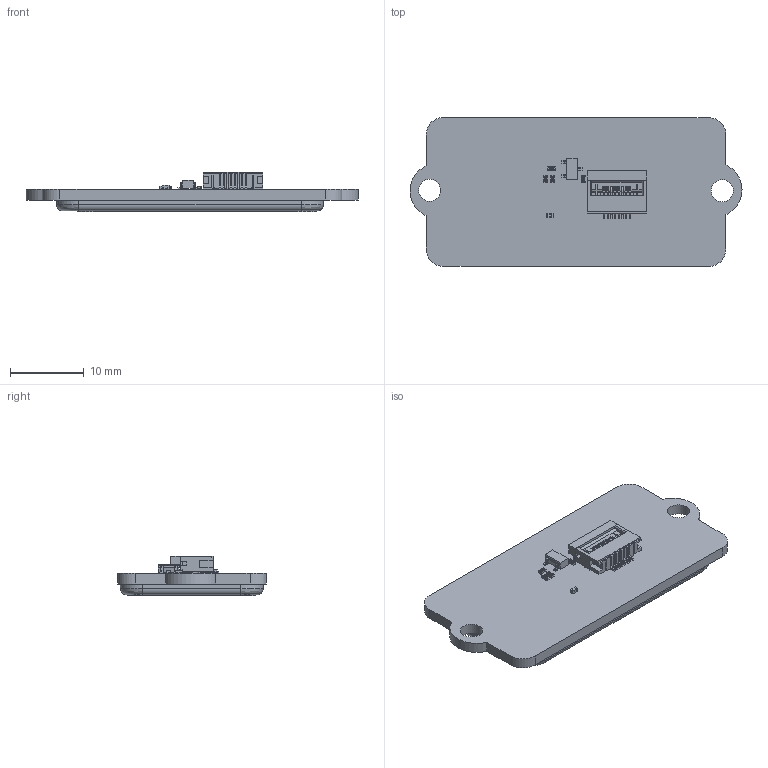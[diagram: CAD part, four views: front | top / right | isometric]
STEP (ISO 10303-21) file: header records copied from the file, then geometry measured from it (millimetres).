
FILE_DESCRIPTION(('Open CASCADE Model'),'2;1');
FILE_NAME('Open CASCADE Shape Model','2022-04-29T01:17:06',('Author'),( 'Open CASCADE'),'Open CASCADE STEP processor 6.8','Open CASCADE 6.8' ,'Unknown');
FILE_SCHEMA(('AUTOMOTIVE_DESIGN { 1 0 10303 214 1 1 1 1 }'));
Length unit declared in the file: millimetre
Products named in the file (36): PCB; Board; Open CASCADE STEP translator 6.8 4.1.1; DISPLAY1; 帤韜靡; Open CASCADE STEP translator 6.8 4.2.1.1; Open CASCADE STEP translator 6.8 4.2.1.2; R1; User_Library-User_Library-RES0402-2; J1; 687108149022; 6871xx149022_Pin; 6871xx149022_Patte; 687108149022_Actuator; 6871xx149022_Patte2; C1; 6051335072; Terminal; Open_CASCADE_STEP_translator_6.8_54.1.1; Open_CASCADE_STEP_translator_6.8_54.1.2; Mid_Body; Open_CASCADE_STEP_translator_6.8_54.2.1; C13; 6051334992; C14; Q2; SOT-23-3; R14; R16; R27
Assembly tree (46 placements, depth 5):
  PCB
    Board
      Open CASCADE STEP translator 6.8 4.1.1
    DISPLAY1
      帤韜靡
        Open CASCADE STEP translator 6.8 4.2.1.1
        Open CASCADE STEP translator 6.8 4.2.1.2
    R1
      User_Library-User_Library-RES0402-2
    J1
      687108149022
        687108149022
        6871xx149022_Pin  x8
        6871xx149022_Patte
        687108149022_Actuator
        6871xx149022_Patte2
    C1
      6051335072
        Terminal
          Open_CASCADE_STEP_translator_6.8_54.1.1
          Open_CASCADE_STEP_translator_6.8_54.1.2
        Mid_Body
          Open_CASCADE_STEP_translator_6.8_54.2.1
    C13
      6051334992
        Terminal
          Open_CASCADE_STEP_translator_6.8_54.1.1
          Open_CASCADE_STEP_translator_6.8_54.1.2
        Mid_Body
          Open_CASCADE_STEP_translator_6.8_54.2.1
    C14
      6051334992
        Terminal
          Open_CASCADE_STEP_translator_6.8_54.1.1
          Open_CASCADE_STEP_translator_6.8_54.1.2
        Mid_Body
          Open_CASCADE_STEP_translator_6.8_54.2.1
    Q2
      SOT-23-3
    R14
      User_Library-User_Library-RES0402-2
    R16
      User_Library-User_Library-RES0402-2
    R27
      User_Library-User_Library-RES0402-2
Bounding box: 45.12 x 20.23 x 5.3 mm (x, y, z)
Volume: 1311.5 mm3; surface area: 4437.8 mm2
Topology: 42 solids, 45 shells, 1518 faces, 3982 edges, 2467 vertices
Faces by surface type: plane 907, cylinder 380, bspline 143, sphere 88
Full cylindrical faces by diameter (mm): 3 x2
Entity records: 24544 total; most frequent: CARTESIAN_POINT 7103, ORIENTED_EDGE 3397, DIRECTION 2905, EDGE_CURVE 1701, LINE 1217, VECTOR 1217, VERTEX_POINT 1081, AXIS2_PLACEMENT_3D 844
